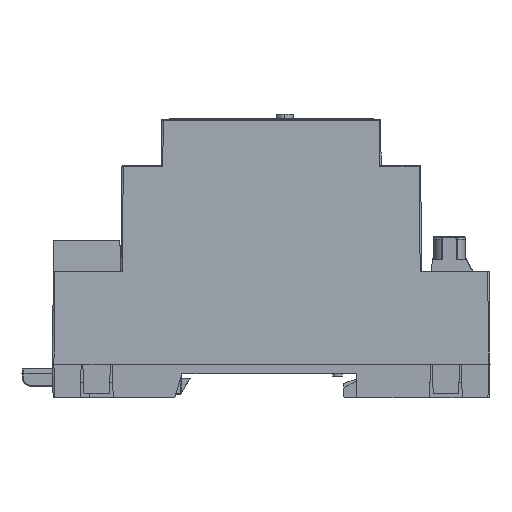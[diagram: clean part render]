
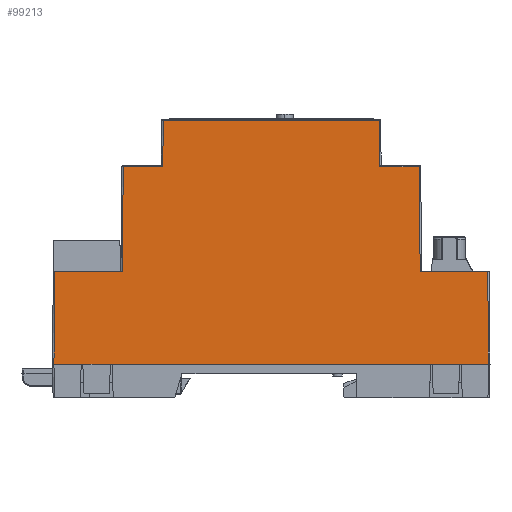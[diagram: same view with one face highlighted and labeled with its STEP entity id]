
A CAD part, left-side view. The second image highlights one B-rep face of the part: STEP entity #99213.
In plain terms, the highlighted planar face has unit normal (-1, 0, 0.009).
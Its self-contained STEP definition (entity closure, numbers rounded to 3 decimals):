
#35 = EDGE_CURVE ( 'NONE', #63464, #77487, #127573, .T. ) ;
#2819 = VERTEX_POINT ( 'NONE', #113440 ) ;
#3399 = CARTESIAN_POINT ( 'NONE',  ( -1.625, -61.65, -5.75 ) ) ;
#3767 = DIRECTION ( 'NONE',  ( 0., 1., 0. ) ) ;
#4065 = DIRECTION ( 'NONE',  ( 0.009, -0.009, 1. ) ) ;
#5636 = LINE ( 'NONE', #123363, #69060 ) ;
#5643 = ORIENTED_EDGE ( 'NONE', *, *, #60908, .F. ) ;
#6279 = ORIENTED_EDGE ( 'NONE', *, *, #137883, .F. ) ;
#6983 = VERTEX_POINT ( 'NONE', #131011 ) ;
#7142 = CARTESIAN_POINT ( 'NONE',  ( -1.27, 73.761, 34.953 ) ) ;
#8823 = VECTOR ( 'NONE', #41648, 1000. ) ;
#8844 = ORIENTED_EDGE ( 'NONE', *, *, #49954, .F. ) ;
#10161 = LINE ( 'NONE', #128580, #77873 ) ;
#10276 = FACE_OUTER_BOUND ( 'NONE', #26056, .T. ) ;
#10548 = VECTOR ( 'NONE', #73595, 1000. ) ;
#11261 = CARTESIAN_POINT ( 'NONE',  ( -1.625, -61.65, -5.75 ) ) ;
#11747 = ORIENTED_EDGE ( 'NONE', *, *, #116132, .F. ) ;
#11930 = CARTESIAN_POINT ( 'NONE',  ( -1.187, -61.65, 44.453 ) ) ;
#12500 = CARTESIAN_POINT ( 'NONE',  ( -1.625, 88.05, -5.75 ) ) ;
#14082 = VECTOR ( 'NONE', #25016, 1000. ) ;
#14276 = VECTOR ( 'NONE', #52206, 1000. ) ;
#16835 = CARTESIAN_POINT ( 'NONE',  ( -1.625, 10.1, -5.75 ) ) ;
#18735 = DIRECTION ( 'NONE',  ( 0.009, -0.009, 1. ) ) ;
#19440 = LINE ( 'NONE', #93684, #57106 ) ;
#19578 = VERTEX_POINT ( 'NONE', #78221 ) ;
#19594 = VECTOR ( 'NONE', #3767, 1000. ) ;
#19626 = CARTESIAN_POINT ( 'NONE',  ( -1.27, -61.65, 34.953 ) ) ;
#21082 = DIRECTION ( 'NONE',  ( 0., 1., 0. ) ) ;
#22252 = VECTOR ( 'NONE', #4065, 1000. ) ;
#22761 = CARTESIAN_POINT ( 'NONE',  ( -1.27, -61.65, 34.953 ) ) ;
#22858 = PLANE ( 'NONE',  #85567 ) ;
#25016 = DIRECTION ( 'NONE',  ( -0.009, -0.009, -1. ) ) ;
#25290 = ORIENTED_EDGE ( 'NONE', *, *, #123788, .F. ) ;
#25679 = CARTESIAN_POINT ( 'NONE',  ( -1.625, 4.4, -5.75 ) ) ;
#26056 = EDGE_LOOP ( 'NONE', ( #100424, #118324, #107614, #59057, #123417, #125568, #31594, #101213, #71524, #11747, #25290, #66119, #8844, #6279, #5643, #128578 ) ) ;
#27415 = EDGE_CURVE ( 'NONE', #135227, #2819, #76225, .T. ) ;
#29165 = VECTOR ( 'NONE', #100286, 1000. ) ;
#30446 = LINE ( 'NONE', #124390, #8823 ) ;
#31594 = ORIENTED_EDGE ( 'NONE', *, *, #76529, .F. ) ;
#33984 = LINE ( 'NONE', #22761, #14276 ) ;
#34839 = VERTEX_POINT ( 'NONE', #73872 ) ;
#36056 = VERTEX_POINT ( 'NONE', #107538 ) ;
#40540 = CARTESIAN_POINT ( 'NONE',  ( -1.459, 12.55, 13.25 ) ) ;
#40624 = DIRECTION ( 'NONE',  ( -0.009, -0.009, -1. ) ) ;
#40733 = VERTEX_POINT ( 'NONE', #86524 ) ;
#41648 = DIRECTION ( 'NONE',  ( 0., -1., 0. ) ) ;
#44412 = VERTEX_POINT ( 'NONE', #25679 ) ;
#47443 = VECTOR ( 'NONE', #115715, 1000. ) ;
#49954 = EDGE_CURVE ( 'NONE', #127204, #19578, #33984, .T. ) ;
#51992 = VERTEX_POINT ( 'NONE', #40540 ) ;
#52206 = DIRECTION ( 'NONE',  ( 0., -1., 0. ) ) ;
#52620 = LINE ( 'NONE', #11930, #10548 ) ;
#52851 = EDGE_CURVE ( 'NONE', #116025, #135227, #117088, .T. ) ;
#52912 = CARTESIAN_POINT ( 'NONE',  ( -1.625, -61.65, -5.75 ) ) ;
#56507 = CARTESIAN_POINT ( 'NONE',  ( -1.625, -61.65, -5.75 ) ) ;
#57106 = VECTOR ( 'NONE', #18735, 1000. ) ;
#59057 = ORIENTED_EDGE ( 'NONE', *, *, #78300, .F. ) ;
#59227 = EDGE_CURVE ( 'NONE', #40733, #44412, #118074, .T. ) ;
#60908 = EDGE_CURVE ( 'NONE', #2819, #78778, #30446, .T. ) ;
#63464 = VERTEX_POINT ( 'NONE', #16835 ) ;
#66119 = ORIENTED_EDGE ( 'NONE', *, *, #120170, .F. ) ;
#69060 = VECTOR ( 'NONE', #40624, 1000. ) ;
#69732 = CARTESIAN_POINT ( 'NONE',  ( -1.625, 76.4, -5.75 ) ) ;
#70019 = CARTESIAN_POINT ( 'NONE',  ( -1.625, 88.05, -5.75 ) ) ;
#70136 = LINE ( 'NONE', #112879, #29165 ) ;
#71524 = ORIENTED_EDGE ( 'NONE', *, *, #121289, .F. ) ;
#72938 = CARTESIAN_POINT ( 'NONE',  ( -1.459, -61.65, 13.25 ) ) ;
#73388 = LINE ( 'NONE', #78235, #14082 ) ;
#73499 = VERTEX_POINT ( 'NONE', #85855 ) ;
#73595 = DIRECTION ( 'NONE',  ( 0., -1., 0. ) ) ;
#73872 = CARTESIAN_POINT ( 'NONE',  ( -1.187, 20.98, 44.453 ) ) ;
#74269 = DIRECTION ( 'NONE',  ( 0., 1., 0. ) ) ;
#76225 = LINE ( 'NONE', #12500, #22252 ) ;
#76529 = EDGE_CURVE ( 'NONE', #51992, #73499, #125563, .T. ) ;
#77487 = VERTEX_POINT ( 'NONE', #69732 ) ;
#77873 = VECTOR ( 'NONE', #115976, 1000. ) ;
#78221 = CARTESIAN_POINT ( 'NONE',  ( -1.27, 65.603, 34.953 ) ) ;
#78235 = CARTESIAN_POINT ( 'NONE',  ( -1.187, 20.98, 44.453 ) ) ;
#78300 = EDGE_CURVE ( 'NONE', #44412, #63464, #109213, .T. ) ;
#78778 = VERTEX_POINT ( 'NONE', #124374 ) ;
#82551 = CARTESIAN_POINT ( 'NONE',  ( -1.625, 82.1, -5.75 ) ) ;
#85567 = AXIS2_PLACEMENT_3D ( 'NONE', #56507, #99203, #88709 ) ;
#85855 = CARTESIAN_POINT ( 'NONE',  ( -1.459, -1.384, 13.25 ) ) ;
#86524 = CARTESIAN_POINT ( 'NONE',  ( -1.625, -1.55, -5.75 ) ) ;
#87576 = EDGE_CURVE ( 'NONE', #77487, #116025, #99750, .T. ) ;
#88709 = DIRECTION ( 'NONE',  ( 0., 1., 0. ) ) ;
#88960 = VECTOR ( 'NONE', #74269, 1000. ) ;
#90604 = CARTESIAN_POINT ( 'NONE',  ( -1.625, -61.65, -5.75 ) ) ;
#93684 = CARTESIAN_POINT ( 'NONE',  ( -1.27, 65.603, 34.953 ) ) ;
#99203 = DIRECTION ( 'NONE',  ( 1., 0., -0.009 ) ) ;
#99213 = ADVANCED_FACE ( 'NONE', ( #10276 ), #22858, .F. ) ;
#99750 = LINE ( 'NONE', #90604, #19594 ) ;
#99786 = VECTOR ( 'NONE', #102321, 1000. ) ;
#100286 = DIRECTION ( 'NONE',  ( 0.009, -0.009, 1. ) ) ;
#100424 = ORIENTED_EDGE ( 'NONE', *, *, #52851, .F. ) ;
#101213 = ORIENTED_EDGE ( 'NONE', *, *, #129667, .F. ) ;
#102321 = DIRECTION ( 'NONE',  ( 0., -1., 0. ) ) ;
#105049 = CARTESIAN_POINT ( 'NONE',  ( -1.187, 65.52, 44.453 ) ) ;
#107201 = CARTESIAN_POINT ( 'NONE',  ( -1.625, -61.65, -5.75 ) ) ;
#107538 = CARTESIAN_POINT ( 'NONE',  ( -1.27, 12.739, 34.953 ) ) ;
#107614 = ORIENTED_EDGE ( 'NONE', *, *, #35, .F. ) ;
#109213 = LINE ( 'NONE', #3399, #128272 ) ;
#111965 = DIRECTION ( 'NONE',  ( 0., 1., 0. ) ) ;
#112879 = CARTESIAN_POINT ( 'NONE',  ( -1.459, 73.95, 13.25 ) ) ;
#113440 = CARTESIAN_POINT ( 'NONE',  ( -1.459, 87.884, 13.25 ) ) ;
#114343 = VECTOR ( 'NONE', #21082, 1000. ) ;
#115715 = DIRECTION ( 'NONE',  ( 0., -1., 0. ) ) ;
#115976 = DIRECTION ( 'NONE',  ( -0.009, -0.009, -1. ) ) ;
#116025 = VERTEX_POINT ( 'NONE', #82551 ) ;
#116132 = EDGE_CURVE ( 'NONE', #34839, #6983, #73388, .T. ) ;
#117088 = LINE ( 'NONE', #11261, #114343 ) ;
#118074 = LINE ( 'NONE', #52912, #122775 ) ;
#118324 = ORIENTED_EDGE ( 'NONE', *, *, #87576, .F. ) ;
#118782 = DIRECTION ( 'NONE',  ( 0., 1., 0. ) ) ;
#120170 = EDGE_CURVE ( 'NONE', #19578, #128934, #19440, .T. ) ;
#121289 = EDGE_CURVE ( 'NONE', #6983, #36056, #135250, .T. ) ;
#122775 = VECTOR ( 'NONE', #118782, 1000. ) ;
#123363 = CARTESIAN_POINT ( 'NONE',  ( -1.27, 12.739, 34.953 ) ) ;
#123417 = ORIENTED_EDGE ( 'NONE', *, *, #59227, .F. ) ;
#123788 = EDGE_CURVE ( 'NONE', #128934, #34839, #52620, .T. ) ;
#124374 = CARTESIAN_POINT ( 'NONE',  ( -1.459, 73.95, 13.25 ) ) ;
#124390 = CARTESIAN_POINT ( 'NONE',  ( -1.459, -61.65, 13.25 ) ) ;
#125563 = LINE ( 'NONE', #72938, #47443 ) ;
#125568 = ORIENTED_EDGE ( 'NONE', *, *, #132238, .F. ) ;
#127204 = VERTEX_POINT ( 'NONE', #7142 ) ;
#127573 = LINE ( 'NONE', #107201, #88960 ) ;
#128272 = VECTOR ( 'NONE', #111965, 1000. ) ;
#128578 = ORIENTED_EDGE ( 'NONE', *, *, #27415, .F. ) ;
#128580 = CARTESIAN_POINT ( 'NONE',  ( -1.459, -1.384, 13.25 ) ) ;
#128934 = VERTEX_POINT ( 'NONE', #105049 ) ;
#129667 = EDGE_CURVE ( 'NONE', #36056, #51992, #5636, .T. ) ;
#131011 = CARTESIAN_POINT ( 'NONE',  ( -1.27, 20.897, 34.953 ) ) ;
#132238 = EDGE_CURVE ( 'NONE', #73499, #40733, #10161, .T. ) ;
#135227 = VERTEX_POINT ( 'NONE', #70019 ) ;
#135250 = LINE ( 'NONE', #19626, #99786 ) ;
#137883 = EDGE_CURVE ( 'NONE', #78778, #127204, #70136, .T. ) ;
